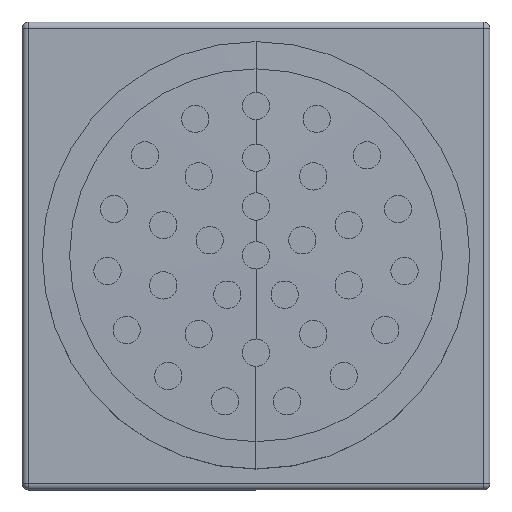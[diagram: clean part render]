
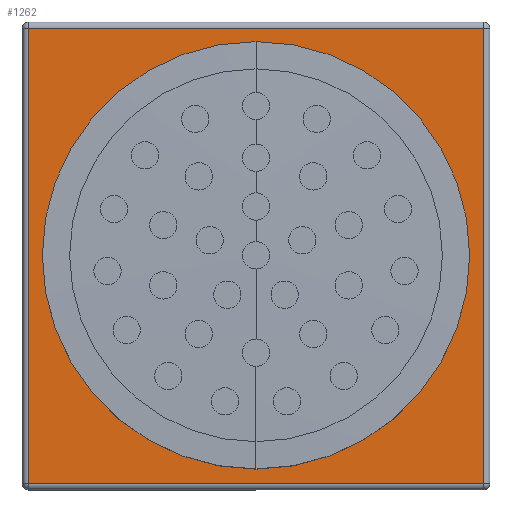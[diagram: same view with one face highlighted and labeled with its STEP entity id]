
A CAD part, top view. The second image highlights one B-rep face of the part: STEP entity #1262.
In plain terms, the highlighted face is planar.
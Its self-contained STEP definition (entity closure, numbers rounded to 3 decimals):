
#89 = ORIENTED_EDGE ( 'NONE', *, *, #2124, .T. ) ;
#127 = DIRECTION ( 'NONE',  ( -1., 0., 0. ) ) ;
#142 = ORIENTED_EDGE ( 'NONE', *, *, #1857, .T. ) ;
#153 = CARTESIAN_POINT ( 'NONE',  ( -29.2, 9., -29.2 ) ) ;
#237 = ORIENTED_EDGE ( 'NONE', *, *, #2327, .T. ) ;
#526 = CARTESIAN_POINT ( 'NONE',  ( -29.2, 9., 29.2 ) ) ;
#551 = DIRECTION ( 'NONE',  ( 0., 0., 1. ) ) ;
#773 = FACE_OUTER_BOUND ( 'NONE', #3806, .T. ) ;
#818 = VECTOR ( 'NONE', #3455, 1000. ) ;
#863 = LINE ( 'NONE', #2357, #818 ) ;
#1090 = DIRECTION ( 'NONE',  ( 1., 0., 0. ) ) ;
#1101 = CARTESIAN_POINT ( 'NONE',  ( 29.2, 9., 29.2 ) ) ;
#1172 = VECTOR ( 'NONE', #127, 1000. ) ;
#1197 = VERTEX_POINT ( 'NONE', #3627 ) ;
#1220 = LINE ( 'NONE', #153, #1172 ) ;
#1248 = CARTESIAN_POINT ( 'NONE',  ( 29.2, 9., 29.2 ) ) ;
#1262 = ADVANCED_FACE ( 'NONE', ( #773 ), #3428, .T. ) ;
#1458 = LINE ( 'NONE', #526, #1463 ) ;
#1463 = VECTOR ( 'NONE', #551, 1000. ) ;
#1617 = CARTESIAN_POINT ( 'NONE',  ( 29.2, 9., -29.2 ) ) ;
#1829 = VERTEX_POINT ( 'NONE', #1248 ) ;
#1850 = LINE ( 'NONE', #1101, #1899 ) ;
#1857 = EDGE_CURVE ( 'NONE', #2893, #1829, #1850, .T. ) ;
#1899 = VECTOR ( 'NONE', #1090, 1000. ) ;
#2053 = EDGE_CURVE ( 'NONE', #1197, #2893, #1458, .T. ) ;
#2124 = EDGE_CURVE ( 'NONE', #3201, #1197, #1220, .T. ) ;
#2327 = EDGE_CURVE ( 'NONE', #1829, #3201, #863, .T. ) ;
#2357 = CARTESIAN_POINT ( 'NONE',  ( 29.2, 9., -29.2 ) ) ;
#2532 = CARTESIAN_POINT ( 'NONE',  ( -29.2, 9., 29.2 ) ) ;
#2893 = VERTEX_POINT ( 'NONE', #2532 ) ;
#3201 = VERTEX_POINT ( 'NONE', #1617 ) ;
#3322 = DIRECTION ( 'NONE',  ( 0., 0., 1. ) ) ;
#3329 = DIRECTION ( 'NONE',  ( 0., 1., 0. ) ) ;
#3368 = CARTESIAN_POINT ( 'NONE',  ( -30., 9., 30. ) ) ;
#3428 = PLANE ( 'NONE',  #3756 ) ;
#3455 = DIRECTION ( 'NONE',  ( 0., 0., -1. ) ) ;
#3627 = CARTESIAN_POINT ( 'NONE',  ( -29.2, 9., -29.2 ) ) ;
#3688 = ORIENTED_EDGE ( 'NONE', *, *, #2053, .T. ) ;
#3756 = AXIS2_PLACEMENT_3D ( 'NONE', #3368, #3329, #3322 ) ;
#3806 = EDGE_LOOP ( 'NONE', ( #237, #89, #3688, #142 ) ) ;
